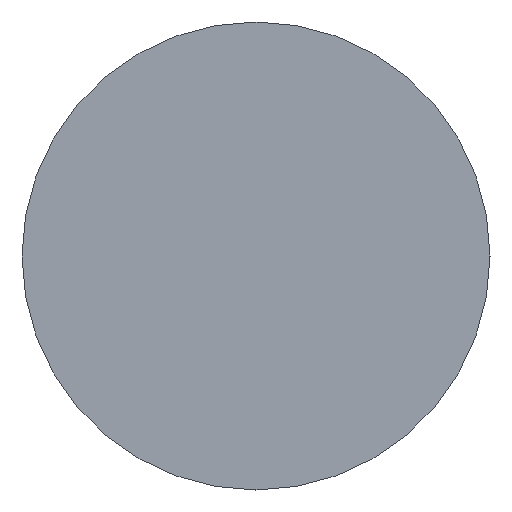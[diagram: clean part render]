
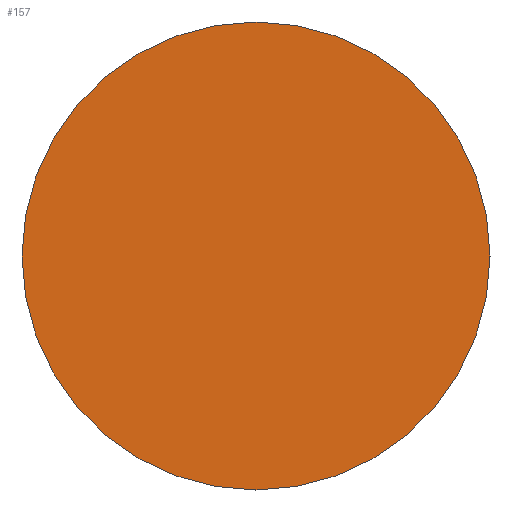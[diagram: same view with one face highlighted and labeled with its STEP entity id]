
A CAD part, left-side view. The second image highlights one B-rep face of the part: STEP entity #157.
In plain terms, the highlighted planar face has unit normal (-1, 0, 0).
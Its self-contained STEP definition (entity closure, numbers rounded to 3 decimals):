
#5 = EDGE_CURVE ( 'NONE', #29, #41, #25, .T. ) ;
#9 = CARTESIAN_POINT ( 'NONE',  ( 57.358, 45.079, 0. ) ) ;
#10 = DIRECTION ( 'NONE',  ( 0., -1., 0. ) ) ;
#15 = FACE_OUTER_BOUND ( 'NONE', #132, .T. ) ;
#16 = ORIENTED_EDGE ( 'NONE', *, *, #28, .T. ) ;
#25 = CIRCLE ( 'NONE', #115, 12.5 ) ;
#28 = EDGE_CURVE ( 'NONE', #41, #29, #97, .T. ) ;
#29 = VERTEX_POINT ( 'NONE', #62 ) ;
#41 = VERTEX_POINT ( 'NONE', #9 ) ;
#62 = CARTESIAN_POINT ( 'NONE',  ( 57.358, 20.079, 0. ) ) ;
#67 = ORIENTED_EDGE ( 'NONE', *, *, #5, .T. ) ;
#73 = AXIS2_PLACEMENT_3D ( 'NONE', #122, #121, #10 ) ;
#82 = CARTESIAN_POINT ( 'NONE',  ( 57.358, 32.579, 0. ) ) ;
#83 = DIRECTION ( 'NONE',  ( 0., 1., 0. ) ) ;
#84 = AXIS2_PLACEMENT_3D ( 'NONE', #82, #165, #83 ) ;
#97 = CIRCLE ( 'NONE', #73, 12.5 ) ;
#111 = CARTESIAN_POINT ( 'NONE',  ( 57.358, 32.579, 0. ) ) ;
#115 = AXIS2_PLACEMENT_3D ( 'NONE', #111, #150, #120 ) ;
#120 = DIRECTION ( 'NONE',  ( 0., -1., 0. ) ) ;
#121 = DIRECTION ( 'NONE',  ( -1., 0., 0. ) ) ;
#122 = CARTESIAN_POINT ( 'NONE',  ( 57.358, 32.579, 0. ) ) ;
#132 = EDGE_LOOP ( 'NONE', ( #67, #16 ) ) ;
#150 = DIRECTION ( 'NONE',  ( -1., 0., 0. ) ) ;
#157 = ADVANCED_FACE ( 'NONE', ( #15 ), #166, .F. ) ;
#165 = DIRECTION ( 'NONE',  ( 1., 0., 0. ) ) ;
#166 = PLANE ( 'NONE',  #84 ) ;
